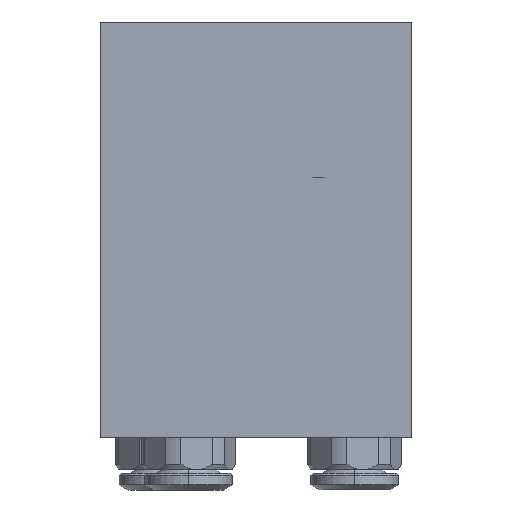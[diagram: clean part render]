
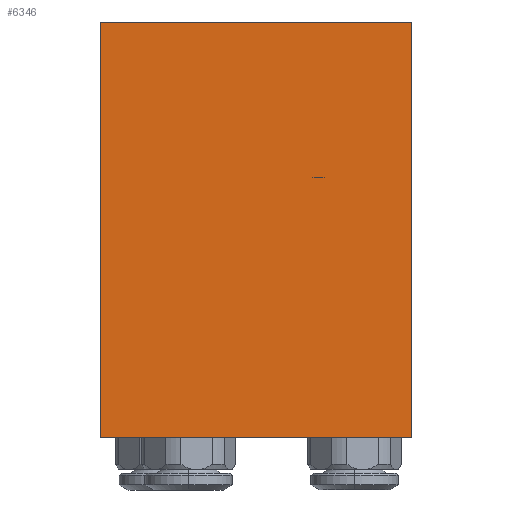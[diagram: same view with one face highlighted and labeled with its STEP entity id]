
A CAD part, front view. The second image highlights one B-rep face of the part: STEP entity #6346.
In plain terms, the highlighted planar face has unit normal (0, -1, 0).
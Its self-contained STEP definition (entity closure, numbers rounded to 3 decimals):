
#61 = LINE ( 'NONE', #29298, #58696 ) ;
#1642 = EDGE_CURVE ( 'NONE', #32111, #39629, #56410, .T. ) ;
#4813 = DIRECTION ( 'NONE',  ( 1., 0., 0. ) ) ;
#4908 = VECTOR ( 'NONE', #4813, 1000. ) ;
#5285 = CARTESIAN_POINT ( 'NONE',  ( -15., 0., 20. ) ) ;
#6346 = ADVANCED_FACE ( 'NONE', ( #21636 ), #14495, .F. ) ;
#8644 = LINE ( 'NONE', #11188, #44623 ) ;
#11188 = CARTESIAN_POINT ( 'NONE',  ( -15., 0., -20. ) ) ;
#11563 = EDGE_LOOP ( 'NONE', ( #20974, #43788, #20778, #21003 ) ) ;
#14495 = PLANE ( 'NONE',  #56553 ) ;
#17298 = EDGE_CURVE ( 'NONE', #26680, #32111, #56900, .T. ) ;
#20778 = ORIENTED_EDGE ( 'NONE', *, *, #1642, .F. ) ;
#20974 = ORIENTED_EDGE ( 'NONE', *, *, #39545, .F. ) ;
#21003 = ORIENTED_EDGE ( 'NONE', *, *, #17298, .F. ) ;
#21636 = FACE_OUTER_BOUND ( 'NONE', #11563, .T. ) ;
#25872 = VERTEX_POINT ( 'NONE', #31712 ) ;
#26680 = VERTEX_POINT ( 'NONE', #49804 ) ;
#27125 = VECTOR ( 'NONE', #34463, 1000. ) ;
#29298 = CARTESIAN_POINT ( 'NONE',  ( -15., 0., -20. ) ) ;
#30059 = DIRECTION ( 'NONE',  ( 0., 0., 1. ) ) ;
#31712 = CARTESIAN_POINT ( 'NONE',  ( -15., 0., -20. ) ) ;
#32111 = VERTEX_POINT ( 'NONE', #47622 ) ;
#34463 = DIRECTION ( 'NONE',  ( 0., 0., -1. ) ) ;
#39545 = EDGE_CURVE ( 'NONE', #25872, #26680, #8644, .T. ) ;
#39629 = VERTEX_POINT ( 'NONE', #42202 ) ;
#41721 = CARTESIAN_POINT ( 'NONE',  ( -15., 0., 20. ) ) ;
#42202 = CARTESIAN_POINT ( 'NONE',  ( 15., 0., -20. ) ) ;
#43788 = ORIENTED_EDGE ( 'NONE', *, *, #54456, .F. ) ;
#43873 = CARTESIAN_POINT ( 'NONE',  ( 15., 0., -20. ) ) ;
#44623 = VECTOR ( 'NONE', #30059, 1000. ) ;
#47622 = CARTESIAN_POINT ( 'NONE',  ( 15., 0., 20. ) ) ;
#48139 = DIRECTION ( 'NONE',  ( -1., 0., 0. ) ) ;
#49804 = CARTESIAN_POINT ( 'NONE',  ( -15., 0., 20. ) ) ;
#52190 = DIRECTION ( 'NONE',  ( 0., 0., 1. ) ) ;
#54456 = EDGE_CURVE ( 'NONE', #39629, #25872, #61, .T. ) ;
#56410 = LINE ( 'NONE', #43873, #27125 ) ;
#56553 = AXIS2_PLACEMENT_3D ( 'NONE', #5285, #57075, #52190 ) ;
#56900 = LINE ( 'NONE', #41721, #4908 ) ;
#57075 = DIRECTION ( 'NONE',  ( 0., 1., 0. ) ) ;
#58696 = VECTOR ( 'NONE', #48139, 1000. ) ;
